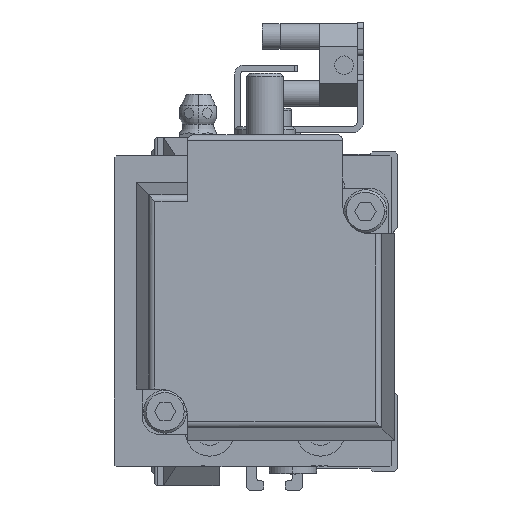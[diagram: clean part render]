
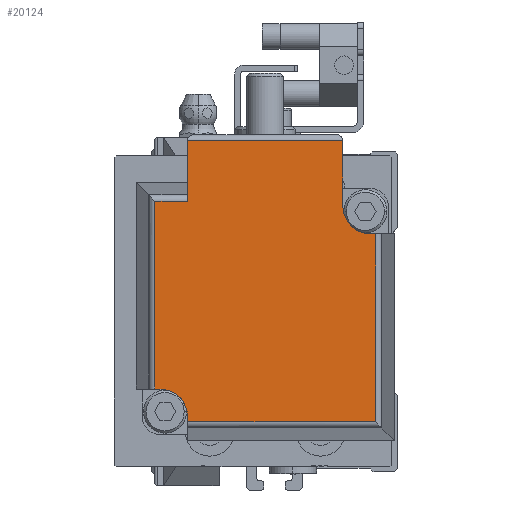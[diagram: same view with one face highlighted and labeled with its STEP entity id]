
A CAD part, left-side view. The second image highlights one B-rep face of the part: STEP entity #20124.
In plain terms, the highlighted face is planar.
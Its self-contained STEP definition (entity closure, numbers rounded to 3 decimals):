
#1643 = EDGE_CURVE ( 'NONE', #1984, #29571, #14203, .T. ) ;
#1984 = VERTEX_POINT ( 'NONE', #26399 ) ;
#2212 = CARTESIAN_POINT ( 'NONE',  ( -12.6, 82.4, -17.929 ) ) ;
#2318 = CARTESIAN_POINT ( 'NONE',  ( 17.1, 82.4, 17.1 ) ) ;
#2600 = CARTESIAN_POINT ( 'NONE',  ( -12.6, 82.4, 25. ) ) ;
#2801 = LINE ( 'NONE', #2600, #21490 ) ;
#3425 = VERTEX_POINT ( 'NONE', #8418 ) ;
#3875 = AXIS2_PLACEMENT_3D ( 'NONE', #34669, #25848, #35467 ) ;
#4202 = ORIENTED_EDGE ( 'NONE', *, *, #32627, .T. ) ;
#4792 = ORIENTED_EDGE ( 'NONE', *, *, #38061, .T. ) ;
#5138 = DIRECTION ( 'NONE',  ( 0., 0., -1. ) ) ;
#5546 = LINE ( 'NONE', #23589, #32370 ) ;
#5691 = LINE ( 'NONE', #36334, #19212 ) ;
#5850 = LINE ( 'NONE', #36694, #13756 ) ;
#6290 = DIRECTION ( 'NONE',  ( -1., 0., 0. ) ) ;
#6581 = ORIENTED_EDGE ( 'NONE', *, *, #33442, .F. ) ;
#6719 = EDGE_CURVE ( 'NONE', #24997, #3425, #5691, .T. ) ;
#7818 = CARTESIAN_POINT ( 'NONE',  ( 27.7, 82.4, -12.6 ) ) ;
#8216 = VERTEX_POINT ( 'NONE', #12448 ) ;
#8373 = DIRECTION ( 'NONE',  ( -1., 0., 0. ) ) ;
#8418 = CARTESIAN_POINT ( 'NONE',  ( -17.929, 82.4, 17.929 ) ) ;
#9251 = DIRECTION ( 'NONE',  ( 1., 0., 0. ) ) ;
#9605 = VERTEX_POINT ( 'NONE', #29691 ) ;
#10005 = AXIS2_PLACEMENT_3D ( 'NONE', #39656, #37034, #24618 ) ;
#10946 = LINE ( 'NONE', #26762, #27438 ) ;
#11014 = EDGE_CURVE ( 'NONE', #9605, #8216, #26417, .T. ) ;
#11284 = CIRCLE ( 'NONE', #10005, 4.5 ) ;
#11522 = VECTOR ( 'NONE', #38452, 1000. ) ;
#12116 = AXIS2_PLACEMENT_3D ( 'NONE', #2318, #14527, #32987 ) ;
#12179 = VERTEX_POINT ( 'NONE', #2212 ) ;
#12298 = LINE ( 'NONE', #21110, #36228 ) ;
#12448 = CARTESIAN_POINT ( 'NONE',  ( -17.929, 82.4, -12.6 ) ) ;
#13345 = CARTESIAN_POINT ( 'NONE',  ( 17.929, 82.4, 25. ) ) ;
#13620 = FACE_OUTER_BOUND ( 'NONE', #23569, .T. ) ;
#13756 = VECTOR ( 'NONE', #9251, 1000. ) ;
#13998 = VECTOR ( 'NONE', #37010, 1000. ) ;
#14203 = LINE ( 'NONE', #7818, #11522 ) ;
#14527 = DIRECTION ( 'NONE',  ( 0., 1., 0. ) ) ;
#14831 = EDGE_CURVE ( 'NONE', #12179, #23553, #2801, .T. ) ;
#16118 = ORIENTED_EDGE ( 'NONE', *, *, #14831, .T. ) ;
#16347 = CARTESIAN_POINT ( 'NONE',  ( 12.6, 82.4, 17.929 ) ) ;
#16942 = EDGE_CURVE ( 'NONE', #24997, #30347, #10946, .T. ) ;
#17358 = ORIENTED_EDGE ( 'NONE', *, *, #6719, .F. ) ;
#17533 = EDGE_CURVE ( 'NONE', #29571, #20034, #21981, .T. ) ;
#17842 = CARTESIAN_POINT ( 'NONE',  ( 17.929, 82.4, -12.6 ) ) ;
#19212 = VECTOR ( 'NONE', #6290, 1000. ) ;
#19490 = CARTESIAN_POINT ( 'NONE',  ( 27.7, 82.4, 12.6 ) ) ;
#19639 = ORIENTED_EDGE ( 'NONE', *, *, #36486, .F. ) ;
#20034 = VERTEX_POINT ( 'NONE', #31275 ) ;
#20124 = ADVANCED_FACE ( 'NONE', ( #13620 ), #28874, .F. ) ;
#21110 = CARTESIAN_POINT ( 'NONE',  ( -17.929, 82.4, 25. ) ) ;
#21476 = EDGE_CURVE ( 'NONE', #39043, #38186, #5850, .T. ) ;
#21490 = VECTOR ( 'NONE', #23846, 1000. ) ;
#21981 = LINE ( 'NONE', #13345, #13998 ) ;
#23553 = VERTEX_POINT ( 'NONE', #23974 ) ;
#23569 = EDGE_LOOP ( 'NONE', ( #19639, #31703, #4792, #34025, #30103, #4202, #16118, #6581, #24516, #25287, #17358, #39277 ) ) ;
#23589 = CARTESIAN_POINT ( 'NONE',  ( 25., 82.4, -17.929 ) ) ;
#23846 = DIRECTION ( 'NONE',  ( 0., 0., 1. ) ) ;
#23974 = CARTESIAN_POINT ( 'NONE',  ( -12.6, 82.4, -17.1 ) ) ;
#24516 = ORIENTED_EDGE ( 'NONE', *, *, #11014, .T. ) ;
#24525 = DIRECTION ( 'NONE',  ( 0., 0., -1. ) ) ;
#24618 = DIRECTION ( 'NONE',  ( 0., 0., -1. ) ) ;
#24997 = VERTEX_POINT ( 'NONE', #16347 ) ;
#25287 = ORIENTED_EDGE ( 'NONE', *, *, #32054, .F. ) ;
#25599 = DIRECTION ( 'NONE',  ( -1., 0., 0. ) ) ;
#25848 = DIRECTION ( 'NONE',  ( 0., -1., 0. ) ) ;
#26399 = CARTESIAN_POINT ( 'NONE',  ( 27.7, 82.4, -12.6 ) ) ;
#26417 = LINE ( 'NONE', #32430, #36724 ) ;
#26762 = CARTESIAN_POINT ( 'NONE',  ( 12.6, 82.4, 25. ) ) ;
#26865 = CIRCLE ( 'NONE', #12116, 4.5 ) ;
#27438 = VECTOR ( 'NONE', #5138, 1000. ) ;
#28776 = VECTOR ( 'NONE', #36341, 1000. ) ;
#28874 = PLANE ( 'NONE',  #3875 ) ;
#29571 = VERTEX_POINT ( 'NONE', #17842 ) ;
#29691 = CARTESIAN_POINT ( 'NONE',  ( -17.1, 82.4, -12.6 ) ) ;
#30103 = ORIENTED_EDGE ( 'NONE', *, *, #17533, .T. ) ;
#30347 = VERTEX_POINT ( 'NONE', #37600 ) ;
#30757 = CARTESIAN_POINT ( 'NONE',  ( 27.7, 82.4, 12.6 ) ) ;
#31275 = CARTESIAN_POINT ( 'NONE',  ( 17.929, 82.4, -17.929 ) ) ;
#31703 = ORIENTED_EDGE ( 'NONE', *, *, #21476, .T. ) ;
#32054 = EDGE_CURVE ( 'NONE', #3425, #8216, #12298, .T. ) ;
#32370 = VECTOR ( 'NONE', #8373, 1000. ) ;
#32430 = CARTESIAN_POINT ( 'NONE',  ( 17.929, 82.4, -12.6 ) ) ;
#32627 = EDGE_CURVE ( 'NONE', #20034, #12179, #5546, .T. ) ;
#32987 = DIRECTION ( 'NONE',  ( 0., 0., -1. ) ) ;
#33158 = LINE ( 'NONE', #30757, #28776 ) ;
#33442 = EDGE_CURVE ( 'NONE', #9605, #23553, #11284, .T. ) ;
#34025 = ORIENTED_EDGE ( 'NONE', *, *, #1643, .T. ) ;
#34669 = CARTESIAN_POINT ( 'NONE',  ( 17.929, 82.4, 25. ) ) ;
#35467 = DIRECTION ( 'NONE',  ( 0., 0., -1. ) ) ;
#36228 = VECTOR ( 'NONE', #24525, 1000. ) ;
#36334 = CARTESIAN_POINT ( 'NONE',  ( 25., 82.4, 17.929 ) ) ;
#36341 = DIRECTION ( 'NONE',  ( 0., 0., -1. ) ) ;
#36486 = EDGE_CURVE ( 'NONE', #39043, #30347, #26865, .T. ) ;
#36694 = CARTESIAN_POINT ( 'NONE',  ( 17.929, 82.4, 12.6 ) ) ;
#36724 = VECTOR ( 'NONE', #25599, 1000. ) ;
#37010 = DIRECTION ( 'NONE',  ( 0., 0., -1. ) ) ;
#37034 = DIRECTION ( 'NONE',  ( 0., 1., 0. ) ) ;
#37600 = CARTESIAN_POINT ( 'NONE',  ( 12.6, 82.4, 17.1 ) ) ;
#38061 = EDGE_CURVE ( 'NONE', #38186, #1984, #33158, .T. ) ;
#38186 = VERTEX_POINT ( 'NONE', #19490 ) ;
#38214 = CARTESIAN_POINT ( 'NONE',  ( 17.1, 82.4, 12.6 ) ) ;
#38452 = DIRECTION ( 'NONE',  ( -1., 0., 0. ) ) ;
#39043 = VERTEX_POINT ( 'NONE', #38214 ) ;
#39277 = ORIENTED_EDGE ( 'NONE', *, *, #16942, .T. ) ;
#39656 = CARTESIAN_POINT ( 'NONE',  ( -17.1, 82.4, -17.1 ) ) ;
